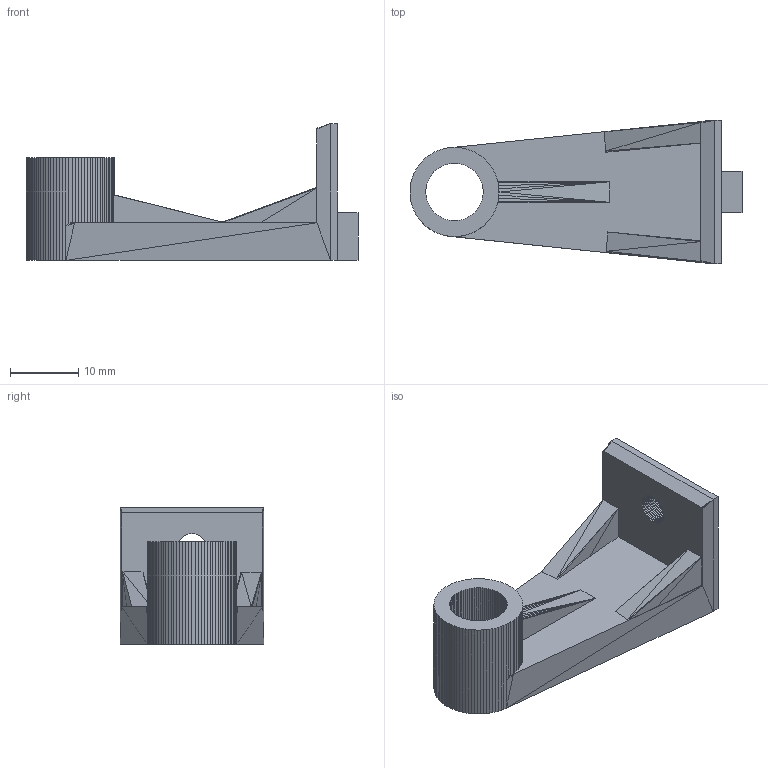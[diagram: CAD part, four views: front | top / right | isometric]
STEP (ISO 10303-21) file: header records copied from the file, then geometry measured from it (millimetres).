
FILE_DESCRIPTION(('FreeCAD Model'),'2;1');
FILE_NAME('spool-holder-arm-x2.step', '2020-02-08T12:51:15',('Author'),(''), 'Open CASCADE STEP processor 7.3','FreeCAD','Unknown');
FILE_SCHEMA(('AUTOMOTIVE_DESIGN { 1 0 10303 214 1 1 1 1 }'));
Length unit declared in the file: millimetre
Products named in the file (1): spool_holder_arm-x2
Bounding box: 48.5 x 21 x 20 mm (x, y, z)
Surface area: 3739.7 mm2 (no closed solid volume)
Topology: 0 solids, 1 shells, 353 faces, 950 edges, 599 vertices
Faces by surface type: plane 353
Entity records: 22944 total; most frequent: CARTESIAN_POINT 3918, DIRECTION 3443, LINE 2735, VECTOR 2735, ORIENTED_EDGE 1900, PCURVE 1900, DEFINITIONAL_REPRESENTATION 1900, EDGE_CURVE 950
